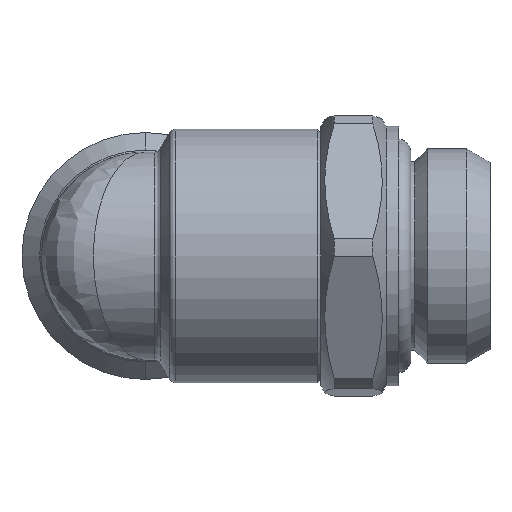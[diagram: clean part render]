
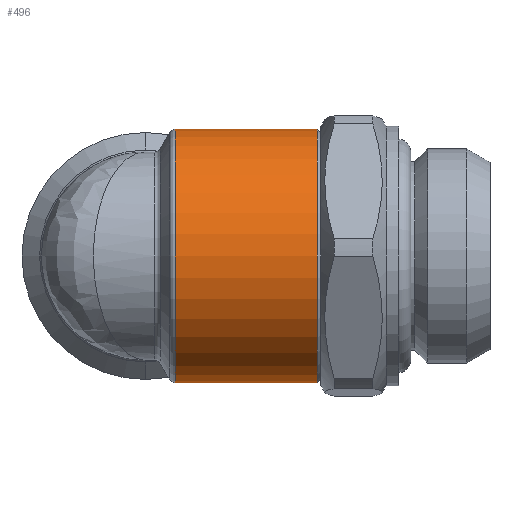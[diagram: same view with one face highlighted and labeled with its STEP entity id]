
A CAD part, left-side view. The second image highlights one B-rep face of the part: STEP entity #496.
In plain terms, the highlighted cylindrical face has radius 9.75 mm (diameter 19.5 mm), a partial arc.
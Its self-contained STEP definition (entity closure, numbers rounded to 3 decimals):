
#85 = EDGE_CURVE ( 'NONE', #4192, #114, #3802, .T. ) ;
#92 = VERTEX_POINT ( 'NONE', #2014 ) ;
#101 = EDGE_CURVE ( 'NONE', #114, #92, #3688, .T. ) ;
#114 = VERTEX_POINT ( 'NONE', #3677 ) ;
#117 = VERTEX_POINT ( 'NONE', #3672 ) ;
#223 = EDGE_CURVE ( 'NONE', #117, #92, #2839, .T. ) ;
#496 = ADVANCED_FACE ( 'NONE', ( #1105 ), #1104, .T. ) ;
#497 = EDGE_LOOP ( 'NONE', ( #502, #498, #511, #512 ) ) ;
#498 = ORIENTED_EDGE ( 'NONE', *, *, #499, .F. ) ;
#499 = EDGE_CURVE ( 'NONE', #4192, #117, #1114, .T. ) ;
#502 = ORIENTED_EDGE ( 'NONE', *, *, #223, .F. ) ;
#511 = ORIENTED_EDGE ( 'NONE', *, *, #85, .T. ) ;
#512 = ORIENTED_EDGE ( 'NONE', *, *, #101, .T. ) ;
#1086 = CARTESIAN_POINT ( 'NONE',  ( 0., 3.024, 0. ) ) ;
#1087 = AXIS2_PLACEMENT_3D ( 'NONE', #1086, #1102, #1098 ) ;
#1098 = DIRECTION ( 'NONE',  ( 0., 0., 1. ) ) ;
#1102 = DIRECTION ( 'NONE',  ( 0., 1., 0. ) ) ;
#1104 = CYLINDRICAL_SURFACE ( 'NONE', #1087, 9.75 ) ;
#1105 = FACE_OUTER_BOUND ( 'NONE', #497, .T. ) ;
#1110 = DIRECTION ( 'NONE',  ( 0., 0., 1. ) ) ;
#1111 = DIRECTION ( 'NONE',  ( 0., -1., 0. ) ) ;
#1112 = CARTESIAN_POINT ( 'NONE',  ( 0., -13.2, 0. ) ) ;
#1113 = AXIS2_PLACEMENT_3D ( 'NONE', #1112, #1111, #1110 ) ;
#1114 = CIRCLE ( 'NONE', #1113, 9.75 ) ;
#2014 = CARTESIAN_POINT ( 'NONE',  ( 0., -2.289, -9.75 ) ) ;
#2494 = CARTESIAN_POINT ( 'NONE',  ( 0., -13.2, 9.75 ) ) ;
#2839 = LINE ( 'NONE', #2917, #2916 ) ;
#2915 = DIRECTION ( 'NONE',  ( 0., 1., 0. ) ) ;
#2916 = VECTOR ( 'NONE', #2915, 1000. ) ;
#2917 = CARTESIAN_POINT ( 'NONE',  ( 0., 3.024, -9.75 ) ) ;
#3656 = DIRECTION ( 'NONE',  ( 0., -1., 0. ) ) ;
#3667 = DIRECTION ( 'NONE',  ( 0., 0., -1. ) ) ;
#3672 = CARTESIAN_POINT ( 'NONE',  ( 0., -13.2, -9.75 ) ) ;
#3677 = CARTESIAN_POINT ( 'NONE',  ( 0., -2.289, 9.75 ) ) ;
#3684 = CARTESIAN_POINT ( 'NONE',  ( 0., -2.289, 0. ) ) ;
#3687 = AXIS2_PLACEMENT_3D ( 'NONE', #3684, #3656, #3667 ) ;
#3688 = CIRCLE ( 'NONE', #3687, 9.75 ) ;
#3780 = DIRECTION ( 'NONE',  ( 0., 1., 0. ) ) ;
#3781 = VECTOR ( 'NONE', #3780, 1000. ) ;
#3782 = CARTESIAN_POINT ( 'NONE',  ( 0., 3.024, 9.75 ) ) ;
#3802 = LINE ( 'NONE', #3782, #3781 ) ;
#4192 = VERTEX_POINT ( 'NONE', #2494 ) ;
